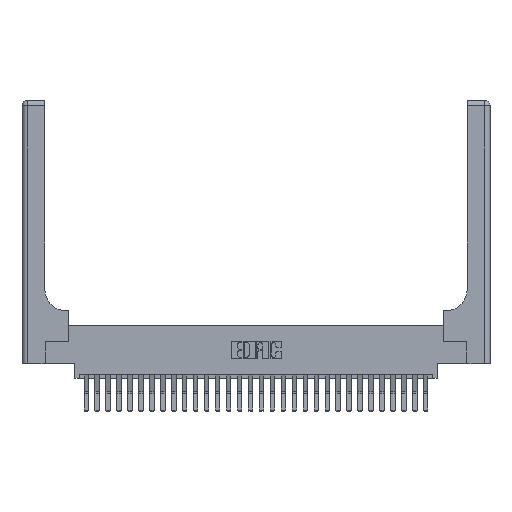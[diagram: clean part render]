
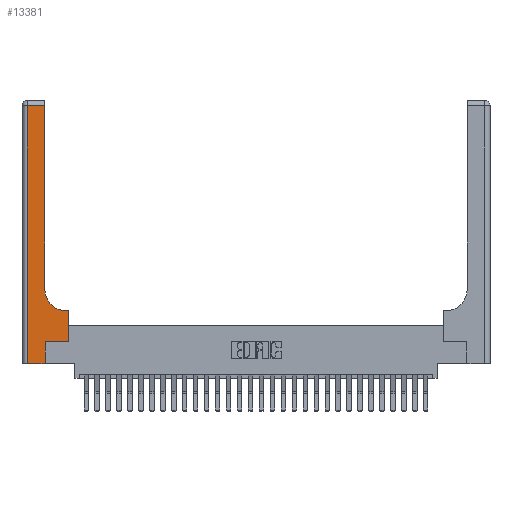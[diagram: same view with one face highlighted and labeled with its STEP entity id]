
A CAD part, top view. The second image highlights one B-rep face of the part: STEP entity #13381.
In plain terms, the highlighted planar face has unit normal (0, 0, 1).
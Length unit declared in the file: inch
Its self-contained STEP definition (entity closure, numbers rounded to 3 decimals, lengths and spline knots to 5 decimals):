
#97 = CARTESIAN_POINT ( 'NONE',  ( 0.06, 3., 0.37 ) ) ;
#1315 = CARTESIAN_POINT ( 'NONE',  ( 0.265, 0., 0.37 ) ) ;
#1426 = ORIENTED_EDGE ( 'NONE', *, *, #10263, .T. ) ;
#1854 = CARTESIAN_POINT ( 'NONE',  ( 0.06, 0., 0.37 ) ) ;
#2384 = VERTEX_POINT ( 'NONE', #22016 ) ;
#2452 = VECTOR ( 'NONE', #22646, 39.37008 ) ;
#2457 = EDGE_CURVE ( 'NONE', #25721, #2384, #5911, .T. ) ;
#2517 = VECTOR ( 'NONE', #21213, 39.37008 ) ;
#3302 = VECTOR ( 'NONE', #4280, 39.37008 ) ;
#3495 = CARTESIAN_POINT ( 'NONE',  ( 0.26, 2.94, 0.37 ) ) ;
#3868 = ORIENTED_EDGE ( 'NONE', *, *, #23286, .T. ) ;
#4280 = DIRECTION ( 'NONE',  ( 0., 1., 0. ) ) ;
#4449 = EDGE_CURVE ( 'NONE', #14456, #25721, #19548, .T. ) ;
#4615 = CARTESIAN_POINT ( 'NONE',  ( 0., 3., 0.37 ) ) ;
#4789 = CARTESIAN_POINT ( 'NONE',  ( 0.51, 0.85, 0.37 ) ) ;
#5086 = CARTESIAN_POINT ( 'NONE',  ( 0.265, 0.25, 0.37 ) ) ;
#5176 = DIRECTION ( 'NONE',  ( 1., 0., 0. ) ) ;
#5562 = ORIENTED_EDGE ( 'NONE', *, *, #6859, .T. ) ;
#5911 = LINE ( 'NONE', #5086, #16611 ) ;
#6261 = CARTESIAN_POINT ( 'NONE',  ( 0.26, 0.6, 0.37 ) ) ;
#6802 = DIRECTION ( 'NONE',  ( -1., 0., 0. ) ) ;
#6859 = EDGE_CURVE ( 'NONE', #15210, #10226, #24390, .T. ) ;
#6985 = DIRECTION ( 'NONE',  ( 1., 0., 0. ) ) ;
#7198 = EDGE_CURVE ( 'NONE', #23505, #15210, #22715, .T. ) ;
#7651 = CARTESIAN_POINT ( 'NONE',  ( 0., 2.94, 0.37 ) ) ;
#10226 = VERTEX_POINT ( 'NONE', #1854 ) ;
#10263 = EDGE_CURVE ( 'NONE', #16445, #23866, #12566, .T. ) ;
#12026 = VECTOR ( 'NONE', #24692, 39.37008 ) ;
#12490 = CARTESIAN_POINT ( 'NONE',  ( 0.06, 2.94, 0.37 ) ) ;
#12566 = LINE ( 'NONE', #6261, #2517 ) ;
#12955 = ORIENTED_EDGE ( 'NONE', *, *, #24363, .T. ) ;
#12980 = CARTESIAN_POINT ( 'NONE',  ( 0., 0., 0.37 ) ) ;
#13381 = ADVANCED_FACE ( 'NONE', ( #19383 ), #17431, .F. ) ;
#14456 = VERTEX_POINT ( 'NONE', #20939 ) ;
#14702 = LINE ( 'NONE', #21409, #3302 ) ;
#15210 = VERTEX_POINT ( 'NONE', #12490 ) ;
#15710 = AXIS2_PLACEMENT_3D ( 'NONE', #4789, #19793, #6985 ) ;
#16280 = AXIS2_PLACEMENT_3D ( 'NONE', #4615, #19617, #6802 ) ;
#16445 = VERTEX_POINT ( 'NONE', #27290 ) ;
#16611 = VECTOR ( 'NONE', #5176, 39.37008 ) ;
#17260 = CARTESIAN_POINT ( 'NONE',  ( 0.26, 0.85, 0.37 ) ) ;
#17431 = PLANE ( 'NONE',  #16280 ) ;
#17723 = LINE ( 'NONE', #26111, #22727 ) ;
#17931 = ORIENTED_EDGE ( 'NONE', *, *, #2457, .T. ) ;
#18080 = ORIENTED_EDGE ( 'NONE', *, *, #27029, .T. ) ;
#18727 = VECTOR ( 'NONE', #25729, 39.37008 ) ;
#18815 = EDGE_CURVE ( 'NONE', #10226, #14456, #25405, .T. ) ;
#19383 = FACE_OUTER_BOUND ( 'NONE', #23150, .T. ) ;
#19437 = DIRECTION ( 'NONE',  ( 1., 0., 0. ) ) ;
#19548 = LINE ( 'NONE', #1315, #2452 ) ;
#19617 = DIRECTION ( 'NONE',  ( 0., 0., -1. ) ) ;
#19793 = DIRECTION ( 'NONE',  ( 0., 0., -1. ) ) ;
#19808 = VECTOR ( 'NONE', #19437, 39.37008 ) ;
#20587 = ORIENTED_EDGE ( 'NONE', *, *, #7198, .T. ) ;
#20939 = CARTESIAN_POINT ( 'NONE',  ( 0.265, 0., 0.37 ) ) ;
#21213 = DIRECTION ( 'NONE',  ( -1., 0., 0. ) ) ;
#21409 = CARTESIAN_POINT ( 'NONE',  ( 0.26, 3., 0.37 ) ) ;
#22016 = CARTESIAN_POINT ( 'NONE',  ( 0.528, 0.25, 0.37 ) ) ;
#22646 = DIRECTION ( 'NONE',  ( 0., 1., 0. ) ) ;
#22715 = LINE ( 'NONE', #7651, #12026 ) ;
#22727 = VECTOR ( 'NONE', #24078, 39.37008 ) ;
#23080 = CIRCLE ( 'NONE', #15710, 0.25 ) ;
#23147 = VERTEX_POINT ( 'NONE', #17260 ) ;
#23150 = EDGE_LOOP ( 'NONE', ( #12955, #20587, #5562, #24786, #24067, #17931, #3868, #1426, #18080 ) ) ;
#23286 = EDGE_CURVE ( 'NONE', #2384, #16445, #17723, .T. ) ;
#23505 = VERTEX_POINT ( 'NONE', #3495 ) ;
#23866 = VERTEX_POINT ( 'NONE', #23956 ) ;
#23956 = CARTESIAN_POINT ( 'NONE',  ( 0.51, 0.6, 0.37 ) ) ;
#24067 = ORIENTED_EDGE ( 'NONE', *, *, #4449, .T. ) ;
#24078 = DIRECTION ( 'NONE',  ( 0., 1., 0. ) ) ;
#24363 = EDGE_CURVE ( 'NONE', #23147, #23505, #14702, .T. ) ;
#24390 = LINE ( 'NONE', #97, #18727 ) ;
#24692 = DIRECTION ( 'NONE',  ( -1., 0., 0. ) ) ;
#24786 = ORIENTED_EDGE ( 'NONE', *, *, #18815, .T. ) ;
#25405 = LINE ( 'NONE', #12980, #19808 ) ;
#25721 = VERTEX_POINT ( 'NONE', #25797 ) ;
#25729 = DIRECTION ( 'NONE',  ( 0., -1., 0. ) ) ;
#25797 = CARTESIAN_POINT ( 'NONE',  ( 0.265, 0.25, 0.37 ) ) ;
#26111 = CARTESIAN_POINT ( 'NONE',  ( 0.528, 0.25, 0.37 ) ) ;
#27029 = EDGE_CURVE ( 'NONE', #23866, #23147, #23080, .T. ) ;
#27290 = CARTESIAN_POINT ( 'NONE',  ( 0.528, 0.6, 0.37 ) ) ;
